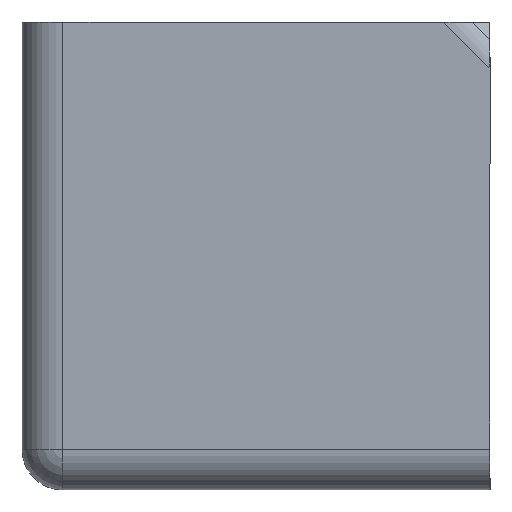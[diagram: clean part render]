
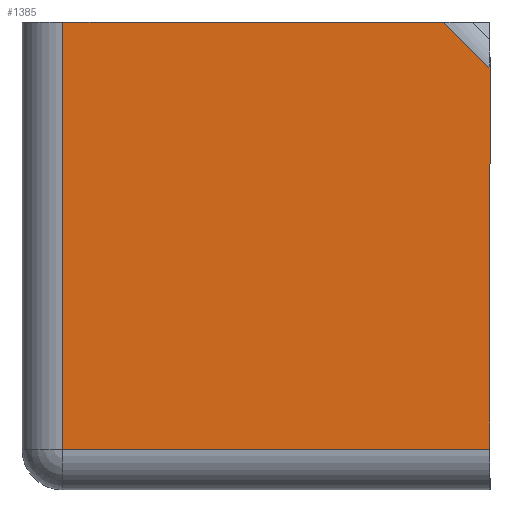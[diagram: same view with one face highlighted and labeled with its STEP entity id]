
A CAD part, front view. The second image highlights one B-rep face of the part: STEP entity #1385.
In plain terms, the highlighted planar face has unit normal (0, -1, 0).
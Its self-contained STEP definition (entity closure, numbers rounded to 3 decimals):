
#50 = DIRECTION ( 'NONE',  ( 0.707, 0., -0.707 ) ) ;
#314 = ORIENTED_EDGE ( 'NONE', *, *, #345, .T. ) ;
#344 = ORIENTED_EDGE ( 'NONE', *, *, #2749, .F. ) ;
#345 = EDGE_CURVE ( 'NONE', #836, #1076, #2274, .T. ) ;
#663 = ORIENTED_EDGE ( 'NONE', *, *, #966, .F. ) ;
#698 = AXIS2_PLACEMENT_3D ( 'NONE', #1434, #2078, #760 ) ;
#760 = DIRECTION ( 'NONE',  ( 0., 0., 1. ) ) ;
#827 = DIRECTION ( 'NONE',  ( 1., 0., 0. ) ) ;
#836 = VERTEX_POINT ( 'NONE', #1765 ) ;
#854 = CARTESIAN_POINT ( 'NONE',  ( 40., 0., 3.5 ) ) ;
#953 = VECTOR ( 'NONE', #50, 1000. ) ;
#966 = EDGE_CURVE ( 'NONE', #1676, #2061, #1341, .T. ) ;
#977 = EDGE_CURVE ( 'NONE', #1291, #1676, #1083, .T. ) ;
#1015 = VECTOR ( 'NONE', #1122, 1000. ) ;
#1042 = VECTOR ( 'NONE', #1652, 1000. ) ;
#1076 = VERTEX_POINT ( 'NONE', #2285 ) ;
#1083 = LINE ( 'NONE', #1570, #1015 ) ;
#1122 = DIRECTION ( 'NONE',  ( 1., 0., 0. ) ) ;
#1224 = ORIENTED_EDGE ( 'NONE', *, *, #2789, .T. ) ;
#1268 = ORIENTED_EDGE ( 'NONE', *, *, #977, .F. ) ;
#1287 = CARTESIAN_POINT ( 'NONE',  ( 40., 0., 36.04 ) ) ;
#1291 = VERTEX_POINT ( 'NONE', #1799 ) ;
#1341 = LINE ( 'NONE', #1352, #953 ) ;
#1352 = CARTESIAN_POINT ( 'NONE',  ( 58.02, 0., 18.02 ) ) ;
#1385 = ADVANCED_FACE ( 'NONE', ( #2776 ), #1868, .F. ) ;
#1434 = CARTESIAN_POINT ( 'NONE',  ( 0., 0., 40. ) ) ;
#1446 = CARTESIAN_POINT ( 'NONE',  ( 3.5, 0., 40. ) ) ;
#1538 = EDGE_LOOP ( 'NONE', ( #663, #1268, #1224, #314, #344 ) ) ;
#1570 = CARTESIAN_POINT ( 'NONE',  ( 0., 0., 40. ) ) ;
#1652 = DIRECTION ( 'NONE',  ( 0., 0., -1. ) ) ;
#1676 = VERTEX_POINT ( 'NONE', #2461 ) ;
#1765 = CARTESIAN_POINT ( 'NONE',  ( 3.5, 0., 3.5 ) ) ;
#1799 = CARTESIAN_POINT ( 'NONE',  ( 3.5, 0., 40. ) ) ;
#1868 = PLANE ( 'NONE',  #698 ) ;
#2009 = VECTOR ( 'NONE', #827, 1000. ) ;
#2061 = VERTEX_POINT ( 'NONE', #1287 ) ;
#2078 = DIRECTION ( 'NONE',  ( 0., 1., 0. ) ) ;
#2221 = LINE ( 'NONE', #1446, #1042 ) ;
#2274 = LINE ( 'NONE', #854, #2009 ) ;
#2285 = CARTESIAN_POINT ( 'NONE',  ( 40., 0., 3.5 ) ) ;
#2291 = VECTOR ( 'NONE', #2688, 1000. ) ;
#2351 = LINE ( 'NONE', #2476, #2291 ) ;
#2461 = CARTESIAN_POINT ( 'NONE',  ( 36.04, 0., 40. ) ) ;
#2476 = CARTESIAN_POINT ( 'NONE',  ( 40., 0., 40. ) ) ;
#2688 = DIRECTION ( 'NONE',  ( 0., 0., -1. ) ) ;
#2749 = EDGE_CURVE ( 'NONE', #2061, #1076, #2351, .T. ) ;
#2776 = FACE_OUTER_BOUND ( 'NONE', #1538, .T. ) ;
#2789 = EDGE_CURVE ( 'NONE', #1291, #836, #2221, .T. ) ;
